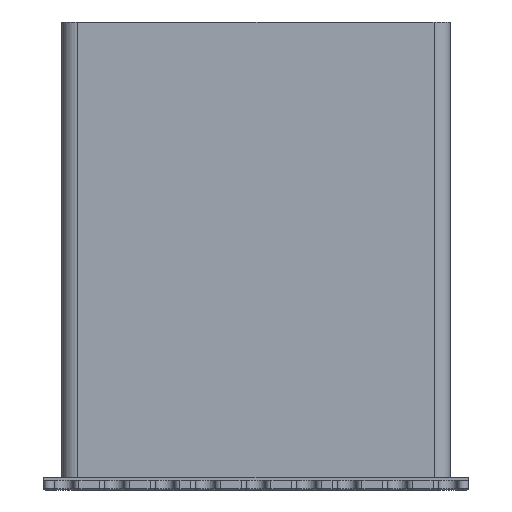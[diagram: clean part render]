
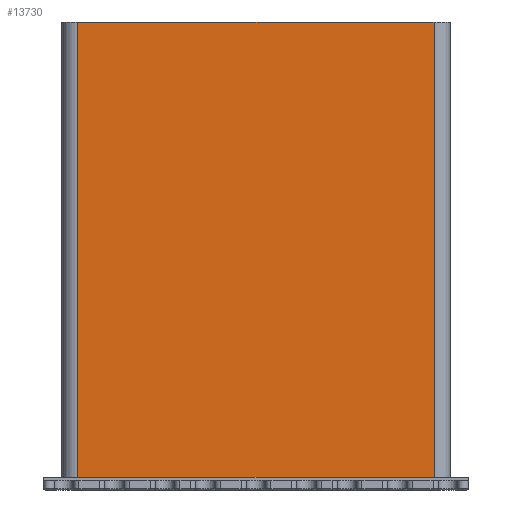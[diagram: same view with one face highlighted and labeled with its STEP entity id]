
A CAD part, left-side view. The second image highlights one B-rep face of the part: STEP entity #13730.
In plain terms, the highlighted planar face has unit normal (-1, 0, 0).
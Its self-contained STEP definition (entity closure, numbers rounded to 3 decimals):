
#9595 = VERTEX_POINT('',#9596);
#9596 = CARTESIAN_POINT('',(-108.,-56.,4.));
#9603 = EDGE_CURVE('',#9604,#9595,#9606,.T.);
#9604 = VERTEX_POINT('',#9605);
#9605 = CARTESIAN_POINT('',(-108.,56.,4.));
#9606 = LINE('',#9607,#9608);
#9607 = CARTESIAN_POINT('',(-108.,56.,4.));
#9608 = VECTOR('',#9609,1.);
#9609 = DIRECTION('',(0.,-1.,0.));
#13711 = VERTEX_POINT('',#13712);
#13712 = CARTESIAN_POINT('',(-108.,56.,147.));
#13719 = EDGE_CURVE('',#9604,#13711,#13720,.T.);
#13720 = LINE('',#13721,#13722);
#13721 = CARTESIAN_POINT('',(-108.,56.,4.));
#13722 = VECTOR('',#13723,1.);
#13723 = DIRECTION('',(0.,0.,1.));
#13730 = ADVANCED_FACE('',(#13731),#13765,.F.);
#13731 = FACE_BOUND('',#13732,.F.);
#13732 = EDGE_LOOP('',(#13733,#13734,#13742,#13750,#13758,#13764));
#13733 = ORIENTED_EDGE('',*,*,#13719,.T.);
#13734 = ORIENTED_EDGE('',*,*,#13735,.T.);
#13735 = EDGE_CURVE('',#13711,#13736,#13738,.T.);
#13736 = VERTEX_POINT('',#13737);
#13737 = CARTESIAN_POINT('',(-108.,0.,147.));
#13738 = LINE('',#13739,#13740);
#13739 = CARTESIAN_POINT('',(-108.,56.,147.));
#13740 = VECTOR('',#13741,1.);
#13741 = DIRECTION('',(0.,-1.,0.));
#13742 = ORIENTED_EDGE('',*,*,#13743,.T.);
#13743 = EDGE_CURVE('',#13736,#13744,#13746,.T.);
#13744 = VERTEX_POINT('',#13745);
#13745 = CARTESIAN_POINT('',(-108.,-55.5,147.));
#13746 = LINE('',#13747,#13748);
#13747 = CARTESIAN_POINT('',(-108.,56.,147.));
#13748 = VECTOR('',#13749,1.);
#13749 = DIRECTION('',(0.,-1.,0.));
#13750 = ORIENTED_EDGE('',*,*,#13751,.T.);
#13751 = EDGE_CURVE('',#13744,#13752,#13754,.T.);
#13752 = VERTEX_POINT('',#13753);
#13753 = CARTESIAN_POINT('',(-108.,-56.,147.));
#13754 = LINE('',#13755,#13756);
#13755 = CARTESIAN_POINT('',(-108.,56.,147.));
#13756 = VECTOR('',#13757,1.);
#13757 = DIRECTION('',(0.,-1.,0.));
#13758 = ORIENTED_EDGE('',*,*,#13759,.F.);
#13759 = EDGE_CURVE('',#9595,#13752,#13760,.T.);
#13760 = LINE('',#13761,#13762);
#13761 = CARTESIAN_POINT('',(-108.,-56.,4.));
#13762 = VECTOR('',#13763,1.);
#13763 = DIRECTION('',(0.,0.,1.));
#13764 = ORIENTED_EDGE('',*,*,#9603,.F.);
#13765 = PLANE('',#13766);
#13766 = AXIS2_PLACEMENT_3D('',#13767,#13768,#13769);
#13767 = CARTESIAN_POINT('',(-108.,56.,4.));
#13768 = DIRECTION('',(1.,0.,0.));
#13769 = DIRECTION('',(0.,-1.,0.));
